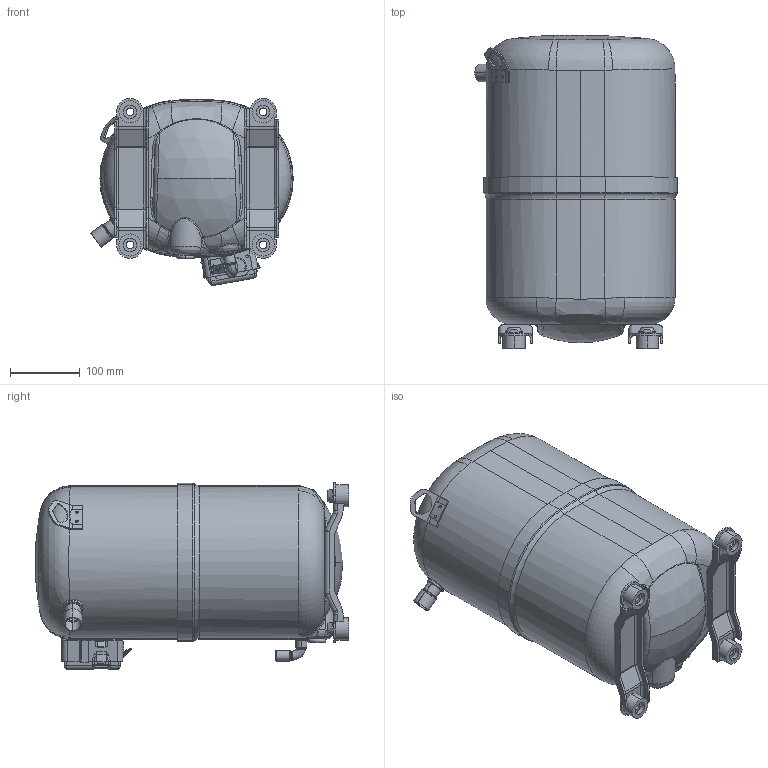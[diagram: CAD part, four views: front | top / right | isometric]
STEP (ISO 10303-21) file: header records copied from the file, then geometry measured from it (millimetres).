
FILE_DESCRIPTION (( 'STEP AP203' ), '1' );
FILE_NAME ('740124C.STEP', '2017-02-15T14:20:03', ( '' ), ( '' ), 'SwSTEP 2.0', 'SolidWorks 2016', '' );
FILE_SCHEMA (( 'CONFIG_CONTROL_DESIGN' ));
Length unit declared in the file: inch
Products named in the file (1): 740124C
Bounding box: 289.81 x 448.06 x 267.44 mm (x, y, z)
Surface area: 547200.8 mm2 (no closed solid volume)
Topology: 0 solids, 23 shells, 725 faces, 2269 edges, 1529 vertices
Faces by surface type: cylinder 248, plane 224, torus 107, bspline 102, cone 26, sphere 18
Entity records: 33026 total; most frequent: CARTESIAN_POINT 13689, DIRECTION 3981, ORIENTED_EDGE 3796, EDGE_CURVE 2249, VERTEX_POINT 1529, AXIS2_PLACEMENT_3D 1473, LINE 1035, VECTOR 1035
